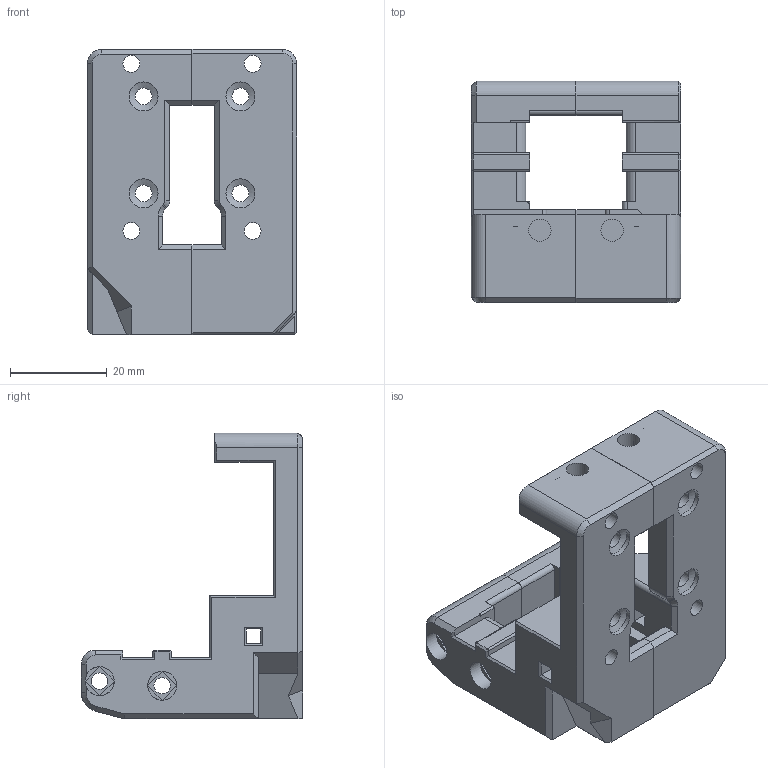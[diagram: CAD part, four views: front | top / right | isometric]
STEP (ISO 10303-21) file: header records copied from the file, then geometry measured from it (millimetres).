
FILE_DESCRIPTION(/* description */ (''),/* implementation_level */ '2;1');
FILE_NAME(/* name */ 'euclid-switchwire v16.step',/* time_stamp */ '2022-10-02T09:03:41+11:00',/* author */ (''),/* organization */ (''),/* preprocessor_version */ 'ST-DEVELOPER v19',/* originating_system */ 'Autodesk Translation Framework v11.7.0.108',/* authorisation */ '');
FILE_SCHEMA (('AUTOMOTIVE_DESIGN { 1 0 10303 214 3 1 1 }'));
Length unit declared in the file: millimetre
Products named in the file (1): euclid-switchwire
Bounding box: 43.2 x 45.71 x 58.94 mm (x, y, z)
Volume: 32690.5 mm3; surface area: 16256.1 mm2
Topology: 2 solids, 2 shells, 333 faces, 850 edges, 529 vertices
Faces by surface type: plane 242, cylinder 71, cone 20
Full cylindrical faces by diameter (mm): 1.8 x2, 2.5 x2, 3.4 x4, 3.5 x8, 4.6 x2, 4.7 x2, 5.7 x4, 6 x7
Entity records: 9953 total; most frequent: CARTESIAN_POINT 1712, DIRECTION 1696, ORIENTED_EDGE 1688, EDGE_CURVE 844, LINE 658, VECTOR 658, VERTEX_POINT 529, AXIS2_PLACEMENT_3D 519
